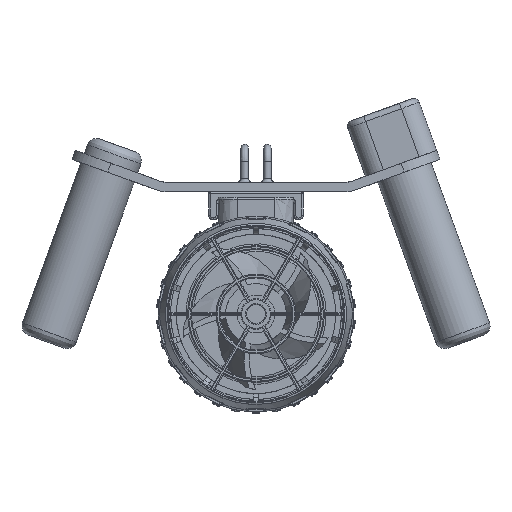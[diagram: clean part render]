
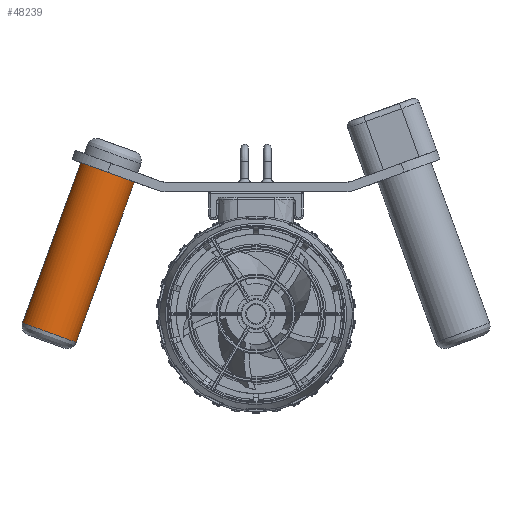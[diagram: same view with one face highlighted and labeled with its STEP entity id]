
A CAD part, front view. The second image highlights one B-rep face of the part: STEP entity #48239.
In plain terms, the highlighted free-form (B-spline) face has degree [2, 1] with [7, 2] control points.
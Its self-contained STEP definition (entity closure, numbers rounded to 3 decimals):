
#48239 = ADVANCED_FACE('',(#48240),#48278,.T.);
#48240 = FACE_BOUND('',#48241,.T.);
#48241 = EDGE_LOOP('',(#48242,#48254,#48261,#48271,#48277));
#48242 = ORIENTED_EDGE('',*,*,#48243,.T.);
#48243 = EDGE_CURVE('',#48244,#48244,#48246,.T.);
#48244 = VERTEX_POINT('',#48245);
#48245 = CARTESIAN_POINT('',(-92.844,225.071,
    -14.622));
#48246 = ( BOUNDED_CURVE() B_SPLINE_CURVE(2,(#48247,#48248,#48249,#48250
    ,#48251,#48252,#48253),.UNSPECIFIED.,.T.,.F.) 
B_SPLINE_CURVE_WITH_KNOTS((1,2,2,2,2,1),(-2.094,0.,
    2.094,4.189,6.283,8.378),
.UNSPECIFIED.) CURVE() GEOMETRIC_REPRESENTATION_ITEM() 
RATIONAL_B_SPLINE_CURVE((1.,0.5,1.,0.5,1.,0.5,1.)) REPRESENTATION_ITEM(
  '') );
#48247 = CARTESIAN_POINT('',(-92.844,225.071,
    -14.622));
#48248 = CARTESIAN_POINT('',(-92.844,250.495,
    -14.622));
#48249 = CARTESIAN_POINT('',(-113.534,237.783,
    -7.091));
#48250 = CARTESIAN_POINT('',(-134.224,225.071,
    0.439));
#48251 = CARTESIAN_POINT('',(-113.534,212.359,
    -7.091));
#48252 = CARTESIAN_POINT('',(-92.844,199.647,
    -14.622));
#48253 = CARTESIAN_POINT('',(-92.844,225.071,
    -14.622));
#48254 = ORIENTED_EDGE('',*,*,#48255,.T.);
#48255 = EDGE_CURVE('',#48244,#48256,#48258,.T.);
#48256 = VERTEX_POINT('',#48257);
#48257 = CARTESIAN_POINT('',(-62.722,225.071,
    68.138));
#48258 = B_SPLINE_CURVE_WITH_KNOTS('',1,(#48259,#48260),.UNSPECIFIED.,
  .F.,.F.,(2,2),(5.,95.),.PIECEWISE_BEZIER_KNOTS.);
#48259 = CARTESIAN_POINT('',(-92.844,225.071,
    -14.622));
#48260 = CARTESIAN_POINT('',(-62.722,225.071,
    68.138));
#48261 = ORIENTED_EDGE('',*,*,#48262,.F.);
#48262 = EDGE_CURVE('',#48263,#48256,#48265,.T.);
#48263 = VERTEX_POINT('',#48264);
#48264 = CARTESIAN_POINT('',(-76.515,239.75,
    73.159));
#48265 = ( BOUNDED_CURVE() B_SPLINE_CURVE(2,(#48266,#48267,#48268,#48269
,#48270),.UNSPECIFIED.,.F.,.F.) B_SPLINE_CURVE_WITH_KNOTS((3,2,3),(0.,
2.356,4.712),.PIECEWISE_BEZIER_KNOTS.) CURVE() 
GEOMETRIC_REPRESENTATION_ITEM() RATIONAL_B_SPLINE_CURVE((1.,
0.383,1.,0.383,1.)) REPRESENTATION_ITEM('') );
#48266 = CARTESIAN_POINT('',(-76.515,239.75,
    73.159));
#48267 = CARTESIAN_POINT('',(-109.815,239.75,
    85.279));
#48268 = CARTESIAN_POINT('',(-86.269,214.692,
    76.708));
#48269 = CARTESIAN_POINT('',(-62.722,189.634,
    68.138));
#48270 = CARTESIAN_POINT('',(-62.722,225.071,
    68.138));
#48271 = ORIENTED_EDGE('',*,*,#48272,.F.);
#48272 = EDGE_CURVE('',#48256,#48263,#48273,.T.);
#48273 = ( BOUNDED_CURVE() B_SPLINE_CURVE(2,(#48274,#48275,#48276),
.UNSPECIFIED.,.F.,.F.) B_SPLINE_CURVE_WITH_KNOTS((3,3),(4.712,
6.283),.PIECEWISE_BEZIER_KNOTS.) CURVE() 
GEOMETRIC_REPRESENTATION_ITEM() RATIONAL_B_SPLINE_CURVE((1.,
0.707,1.)) REPRESENTATION_ITEM('') );
#48274 = CARTESIAN_POINT('',(-62.722,225.071,
    68.138));
#48275 = CARTESIAN_POINT('',(-62.722,239.75,
    68.138));
#48276 = CARTESIAN_POINT('',(-76.515,239.75,
    73.159));
#48277 = ORIENTED_EDGE('',*,*,#48255,.F.);
#48278 = ( BOUNDED_SURFACE() B_SPLINE_SURFACE(2,1,(
    (#48279,#48280)
    ,(#48281,#48282)
    ,(#48283,#48284)
    ,(#48285,#48286)
    ,(#48287,#48288)
    ,(#48289,#48290)
    ,(#48291,#48292
)),.UNSPECIFIED.,.T.,.F.,.F.) B_SPLINE_SURFACE_WITH_KNOTS((1,2,2,2,2,1),
  (2,2),(-2.094,0.,2.094,4.189,6.283,
    8.378),(5.,95.),.UNSPECIFIED.) 
GEOMETRIC_REPRESENTATION_ITEM() RATIONAL_B_SPLINE_SURFACE((
    (1.,1.)
    ,(0.5,0.5)
    ,(1.,1.)
    ,(0.5,0.5)
    ,(1.,1.)
    ,(0.5,0.5)
,(1.,1.))) REPRESENTATION_ITEM('') SURFACE() );
#48279 = CARTESIAN_POINT('',(-92.844,225.071,
    -14.622));
#48280 = CARTESIAN_POINT('',(-62.722,225.071,
    68.138));
#48281 = CARTESIAN_POINT('',(-92.844,250.495,
    -14.622));
#48282 = CARTESIAN_POINT('',(-62.722,250.495,
    68.138));
#48283 = CARTESIAN_POINT('',(-113.534,237.783,
    -7.091));
#48284 = CARTESIAN_POINT('',(-83.412,237.783,
    75.669));
#48285 = CARTESIAN_POINT('',(-134.224,225.071,
    0.439));
#48286 = CARTESIAN_POINT('',(-104.102,225.071,
    83.199));
#48287 = CARTESIAN_POINT('',(-113.534,212.359,
    -7.091));
#48288 = CARTESIAN_POINT('',(-83.412,212.359,
    75.669));
#48289 = CARTESIAN_POINT('',(-92.844,199.647,
    -14.622));
#48290 = CARTESIAN_POINT('',(-62.722,199.647,
    68.138));
#48291 = CARTESIAN_POINT('',(-92.844,225.071,
    -14.622));
#48292 = CARTESIAN_POINT('',(-62.722,225.071,
    68.138));
